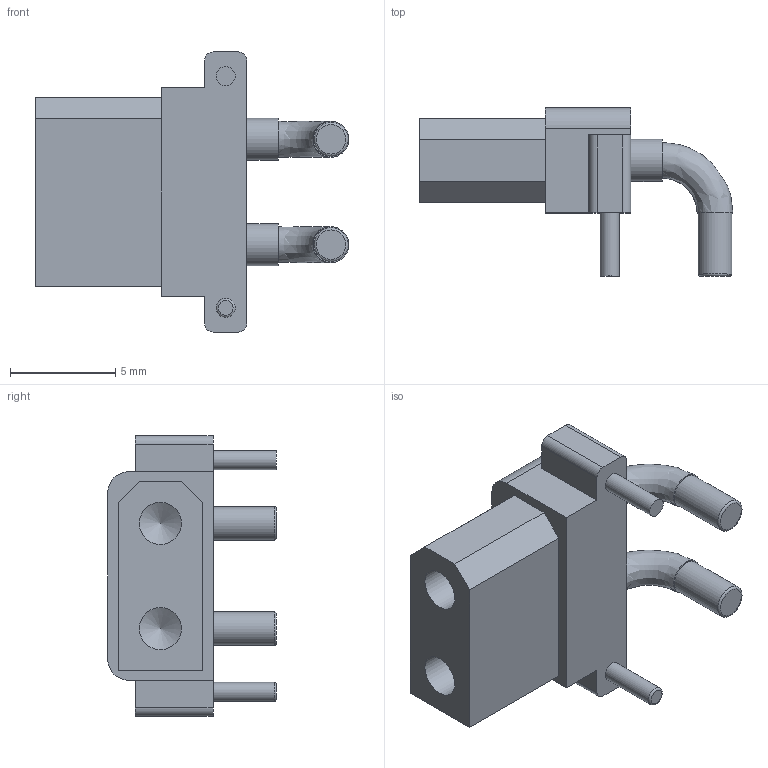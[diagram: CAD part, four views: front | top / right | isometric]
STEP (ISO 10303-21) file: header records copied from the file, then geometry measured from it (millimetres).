
FILE_DESCRIPTION(/* description */ (''),/* implementation_level */ '2;1');
FILE_NAME(/* name */ 'XT30PW-W v7.step',/* time_stamp */ '2018-08-30T15:25:24+09:00',/* author */ ('yuqlid'),/* organization */ (''),/* preprocessor_version */ 'ST-DEVELOPER v17.2',/* originating_system */ 'Autodesk Translation Framework v7.6.0.251',/* authorisation */ '');
FILE_SCHEMA (('AUTOMOTIVE_DESIGN { 1 0 10303 214 3 1 1 }'));
Length unit declared in the file: millimetre
Products named in the file (1): XT30PW-W
Bounding box: 14.9 x 8 x 13.3 mm (x, y, z)
Volume: 437.2 mm3; surface area: 584.7 mm2
Topology: 1 solids, 1 shells, 48 faces, 116 edges, 79 vertices
Faces by surface type: plane 27, cylinder 14, torus 3, cone 2, bspline 2
Full cylindrical faces by diameter (mm): 0.9 x2, 1.6 x2, 2 x4
Entity records: 1607 total; most frequent: CARTESIAN_POINT 370, DIRECTION 254, ORIENTED_EDGE 228, EDGE_CURVE 114, AXIS2_PLACEMENT_3D 95, VERTEX_POINT 79, LINE 64, VECTOR 64
